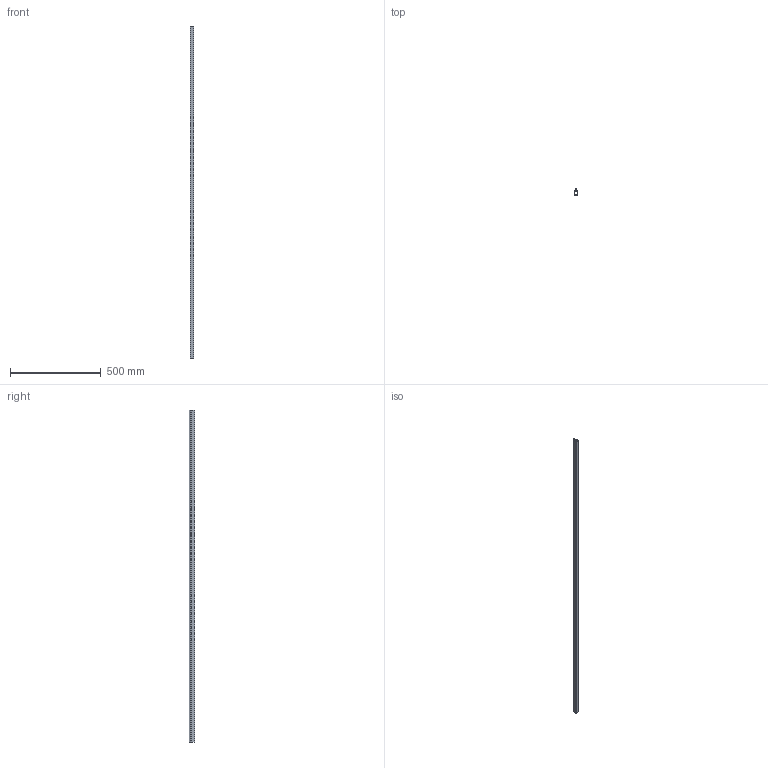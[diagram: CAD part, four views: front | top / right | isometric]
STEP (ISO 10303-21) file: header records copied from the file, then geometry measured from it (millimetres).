
FILE_DESCRIPTION (( 'STEP AP203' ), '1' );
FILE_NAME ('72FPBR18BS.STEP', '2024-05-03T15:24:34', ( '' ), ( '' ), 'SwSTEP 2.0', 'SolidWorks 2023', '' );
FILE_SCHEMA (( 'CONFIG_CONTROL_DESIGN' ));
Length unit declared in the file: millimetre
Products named in the file (1): 72FPBR18BS
Bounding box: 20.6 x 30 x 1825 mm (x, y, z)
Volume: 214840 mm3; surface area: 347370.1 mm2
Topology: 1 solids, 1 shells, 35 faces, 99 edges, 66 vertices
Faces by surface type: plane 18, cylinder 17
Entity records: 1232 total; most frequent: DIRECTION 205, CARTESIAN_POINT 201, ORIENTED_EDGE 198, EDGE_CURVE 99, AXIS2_PLACEMENT_3D 70, VERTEX_POINT 66, LINE 65, VECTOR 65
